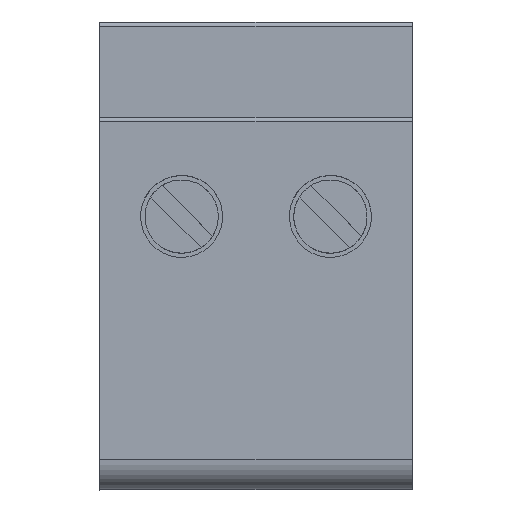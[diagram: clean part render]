
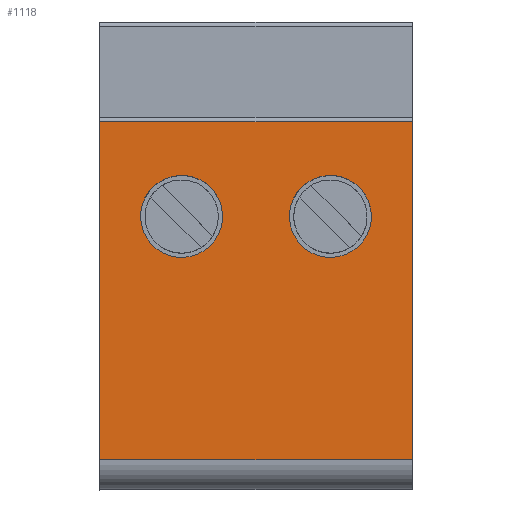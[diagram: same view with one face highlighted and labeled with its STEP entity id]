
A CAD part, top view. The second image highlights one B-rep face of the part: STEP entity #1118.
In plain terms, the highlighted planar face has unit normal (0, 0, 1).
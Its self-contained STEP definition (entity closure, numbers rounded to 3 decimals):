
#1118=ADVANCED_FACE('',(#3201,#3202,#3203),#3204,.T.);
#3201=FACE_OUTER_BOUND('',#6180,.T.);
#3202=FACE_BOUND('',#6181,.T.);
#3203=FACE_BOUND('',#6182,.T.);
#3204=PLANE('',#6183);
#6180=EDGE_LOOP('',(#14612,#14613,#14614,#14615));
#6181=EDGE_LOOP('',(#14616,#14617));
#6182=EDGE_LOOP('',(#14618,#14619));
#6183=AXIS2_PLACEMENT_3D('',#14620,#14621,#14622);
#14612=ORIENTED_EDGE('',*,*,#15181,.F.);
#14613=ORIENTED_EDGE('',*,*,#17591,.T.);
#14614=ORIENTED_EDGE('',*,*,#15185,.F.);
#14615=ORIENTED_EDGE('',*,*,#17207,.T.);
#14616=ORIENTED_EDGE('',*,*,#17590,.T.);
#14617=ORIENTED_EDGE('',*,*,#15139,.T.);
#14618=ORIENTED_EDGE('',*,*,#15217,.T.);
#14619=ORIENTED_EDGE('',*,*,#17467,.T.);
#14620=CARTESIAN_POINT('',(-0.14,23.978,31.2));
#14621=DIRECTION('',(0.,0.,1.0));
#14622=DIRECTION('',(0.0,-1.0,0.));
#15139=EDGE_CURVE('',#18188,#18185,#18189,.T.);
#15181=EDGE_CURVE('',#18265,#18267,#18268,.T.);
#15185=EDGE_CURVE('',#18273,#18275,#18276,.T.);
#15217=EDGE_CURVE('',#18335,#18332,#18336,.T.);
#17207=EDGE_CURVE('',#18273,#18267,#21714,.T.);
#17467=EDGE_CURVE('',#18332,#18335,#22090,.T.);
#17590=EDGE_CURVE('',#18185,#18188,#22266,.T.);
#17591=EDGE_CURVE('',#18265,#18275,#22267,.T.);
#18185=VERTEX_POINT('',#23604);
#18188=VERTEX_POINT('',#23608);
#18189=CIRCLE('',#23609,2.8);
#18265=VERTEX_POINT('',#24269);
#18267=VERTEX_POINT('',#24271);
#18268=LINE('',#24272,#24273);
#18273=VERTEX_POINT('',#24279);
#18275=VERTEX_POINT('',#24281);
#18276=LINE('',#24282,#24283);
#18332=VERTEX_POINT('',#24871);
#18335=VERTEX_POINT('',#24875);
#18336=CIRCLE('',#24876,2.8);
#21714=LINE('',#31380,#31381);
#22090=CIRCLE('',#32062,2.8);
#22266=CIRCLE('',#32411,2.8);
#22267=LINE('',#32412,#32413);
#23604=CARTESIAN_POINT('',(5.429,19.72,31.2));
#23608=CARTESIAN_POINT('',(5.751,14.13,31.2));
#23609=AXIS2_PLACEMENT_3D('',#32963,#32964,#32965);
#24269=CARTESIAN_POINT('',(0.,23.4,31.2));
#24271=CARTESIAN_POINT('',(21.34,23.4,31.2));
#24272=CARTESIAN_POINT('',(0.,23.4,31.2));
#24273=VECTOR('',#33013,1.0);
#24279=CARTESIAN_POINT('',(21.34,0.3,31.2));
#24281=CARTESIAN_POINT('',(0.,0.3,31.2));
#24282=CARTESIAN_POINT('',(21.34,0.3,31.2));
#24283=VECTOR('',#33021,1.0);
#24871=CARTESIAN_POINT('',(15.589,19.72,31.2));
#24875=CARTESIAN_POINT('',(15.911,14.13,31.2));
#24876=AXIS2_PLACEMENT_3D('',#33051,#33052,#33053);
#31380=CARTESIAN_POINT('',(21.34,0.3,31.2));
#31381=VECTOR('',#35051,1.0);
#32062=AXIS2_PLACEMENT_3D('',#35378,#35379,#35380);
#32411=AXIS2_PLACEMENT_3D('',#35524,#35525,#35526);
#32412=CARTESIAN_POINT('',(0.,23.4,31.2));
#32413=VECTOR('',#35527,1.0);
#32963=CARTESIAN_POINT('',(5.59,16.925,31.2));
#32964=DIRECTION('',(0.,0.,-1.0));
#32965=DIRECTION('',(0.,-1.0,0.));
#33013=DIRECTION('',(1.0,0.,0.));
#33021=DIRECTION('',(-1.0,0.,0.));
#33051=CARTESIAN_POINT('',(15.75,16.925,31.2));
#33052=DIRECTION('',(0.,0.,-1.0));
#33053=DIRECTION('',(0.,-1.0,0.));
#35051=DIRECTION('',(0.,1.0,0.));
#35378=CARTESIAN_POINT('',(15.75,16.925,31.2));
#35379=DIRECTION('',(0.,0.,-1.0));
#35380=DIRECTION('',(0.,-1.0,0.));
#35524=CARTESIAN_POINT('',(5.59,16.925,31.2));
#35525=DIRECTION('',(0.,0.,-1.0));
#35526=DIRECTION('',(0.,-1.0,0.));
#35527=DIRECTION('',(0.,-1.0,0.));
